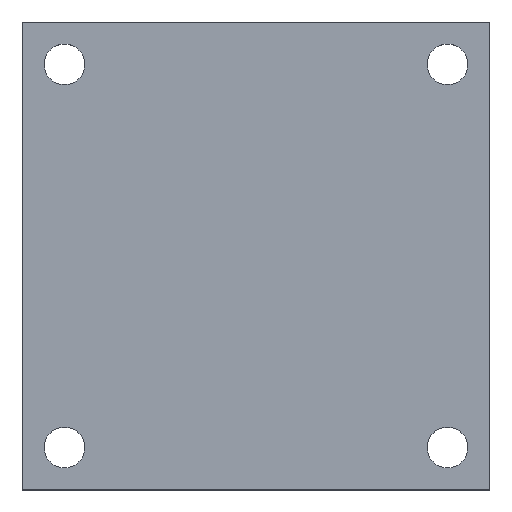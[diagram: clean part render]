
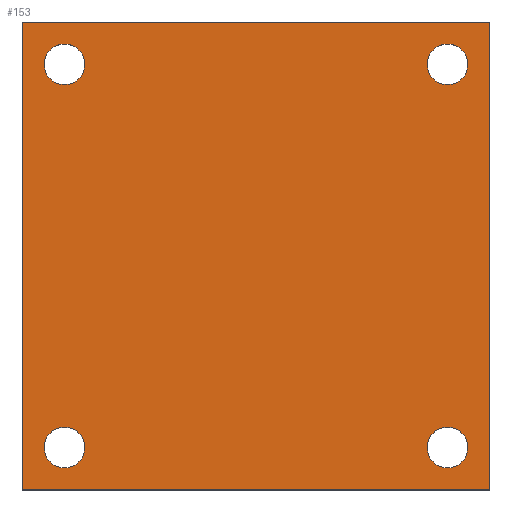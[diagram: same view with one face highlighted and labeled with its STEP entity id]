
A CAD part, top view. The second image highlights one B-rep face of the part: STEP entity #153.
In plain terms, the highlighted planar face has unit normal (0, 0, 1).
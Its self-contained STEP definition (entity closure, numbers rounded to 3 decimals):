
#2 = DIRECTION ( 'NONE',  ( 1., 0., 0. ) ) ;
#5 = DIRECTION ( 'NONE',  ( 0., 0., 1. ) ) ;
#9 = DIRECTION ( 'NONE',  ( 1., 0., 0. ) ) ;
#16 = VERTEX_POINT ( 'NONE', #232 ) ;
#17 = CARTESIAN_POINT ( 'NONE',  ( 23.5, -23.5, 11.4 ) ) ;
#31 = VERTEX_POINT ( 'NONE', #532 ) ;
#37 = VECTOR ( 'NONE', #135, 1000. ) ;
#45 = ORIENTED_EDGE ( 'NONE', *, *, #426, .F. ) ;
#53 = EDGE_CURVE ( 'NONE', #16, #354, #433, .T. ) ;
#61 = EDGE_CURVE ( 'NONE', #106, #520, #370, .T. ) ;
#63 = CIRCLE ( 'NONE', #402, 2.5 ) ;
#65 = VERTEX_POINT ( 'NONE', #81 ) ;
#70 = EDGE_LOOP ( 'NONE', ( #45, #169 ) ) ;
#71 = VERTEX_POINT ( 'NONE', #87 ) ;
#79 = EDGE_LOOP ( 'NONE', ( #371, #231 ) ) ;
#81 = CARTESIAN_POINT ( 'NONE',  ( 21., 23.5, 11.4 ) ) ;
#87 = CARTESIAN_POINT ( 'NONE',  ( 21., -23.5, 11.4 ) ) ;
#90 = FACE_OUTER_BOUND ( 'NONE', #344, .T. ) ;
#97 = CARTESIAN_POINT ( 'NONE',  ( -28.7, -28.7, 11.4 ) ) ;
#101 = FACE_BOUND ( 'NONE', #434, .T. ) ;
#103 = AXIS2_PLACEMENT_3D ( 'NONE', #291, #425, #503 ) ;
#106 = VERTEX_POINT ( 'NONE', #491 ) ;
#108 = AXIS2_PLACEMENT_3D ( 'NONE', #271, #361, #401 ) ;
#112 = LINE ( 'NONE', #214, #369 ) ;
#118 = EDGE_CURVE ( 'NONE', #354, #16, #530, .T. ) ;
#121 = ORIENTED_EDGE ( 'NONE', *, *, #477, .F. ) ;
#132 = AXIS2_PLACEMENT_3D ( 'NONE', #17, #249, #418 ) ;
#133 = CARTESIAN_POINT ( 'NONE',  ( -21., 23.5, 11.4 ) ) ;
#135 = DIRECTION ( 'NONE',  ( 1., 0., 0. ) ) ;
#137 = CARTESIAN_POINT ( 'NONE',  ( 23.5, -23.5, 11.4 ) ) ;
#139 = ORIENTED_EDGE ( 'NONE', *, *, #526, .T. ) ;
#143 = FACE_BOUND ( 'NONE', #70, .T. ) ;
#150 = CIRCLE ( 'NONE', #437, 2.5 ) ;
#153 = ADVANCED_FACE ( 'NONE', ( #245, #419, #143, #101, #90 ), #246, .T. ) ;
#169 = ORIENTED_EDGE ( 'NONE', *, *, #330, .F. ) ;
#174 = EDGE_CURVE ( 'NONE', #65, #489, #390, .T. ) ;
#178 = DIRECTION ( 'NONE',  ( 1., 0., 0. ) ) ;
#186 = AXIS2_PLACEMENT_3D ( 'NONE', #284, #198, #2 ) ;
#197 = AXIS2_PLACEMENT_3D ( 'NONE', #243, #285, #416 ) ;
#198 = DIRECTION ( 'NONE',  ( 0., 0., 1. ) ) ;
#201 = CARTESIAN_POINT ( 'NONE',  ( -23.5, -23.5, 11.4 ) ) ;
#205 = VECTOR ( 'NONE', #270, 1000. ) ;
#207 = AXIS2_PLACEMENT_3D ( 'NONE', #492, #5, #279 ) ;
#210 = DIRECTION ( 'NONE',  ( 0., 0., 1. ) ) ;
#214 = CARTESIAN_POINT ( 'NONE',  ( 28.7, 0., 11.4 ) ) ;
#217 = VERTEX_POINT ( 'NONE', #368 ) ;
#218 = EDGE_CURVE ( 'NONE', #217, #31, #495, .T. ) ;
#221 = CIRCLE ( 'NONE', #103, 2.5 ) ;
#231 = ORIENTED_EDGE ( 'NONE', *, *, #53, .F. ) ;
#232 = CARTESIAN_POINT ( 'NONE',  ( -26., 23.5, 11.4 ) ) ;
#241 = EDGE_CURVE ( 'NONE', #489, #65, #221, .T. ) ;
#243 = CARTESIAN_POINT ( 'NONE',  ( 0., 0., 11.4 ) ) ;
#245 = FACE_BOUND ( 'NONE', #79, .T. ) ;
#246 = PLANE ( 'NONE',  #197 ) ;
#249 = DIRECTION ( 'NONE',  ( 0., 0., 1. ) ) ;
#263 = VERTEX_POINT ( 'NONE', #338 ) ;
#270 = DIRECTION ( 'NONE',  ( -1., 0., 0. ) ) ;
#271 = CARTESIAN_POINT ( 'NONE',  ( -23.5, 23.5, 11.4 ) ) ;
#275 = VERTEX_POINT ( 'NONE', #373 ) ;
#278 = DIRECTION ( 'NONE',  ( 0., -1., 0. ) ) ;
#279 = DIRECTION ( 'NONE',  ( 1., 0., 0. ) ) ;
#282 = LINE ( 'NONE', #459, #375 ) ;
#284 = CARTESIAN_POINT ( 'NONE',  ( -23.5, 23.5, 11.4 ) ) ;
#285 = DIRECTION ( 'NONE',  ( 0., 0., 1. ) ) ;
#291 = CARTESIAN_POINT ( 'NONE',  ( 23.5, 23.5, 11.4 ) ) ;
#317 = DIRECTION ( 'NONE',  ( 1., 0., 0. ) ) ;
#324 = DIRECTION ( 'NONE',  ( 0., 0., 1. ) ) ;
#330 = EDGE_CURVE ( 'NONE', #71, #275, #351, .T. ) ;
#338 = CARTESIAN_POINT ( 'NONE',  ( 28.7, -28.7, 11.4 ) ) ;
#344 = EDGE_LOOP ( 'NONE', ( #451, #422, #349, #139 ) ) ;
#349 = ORIENTED_EDGE ( 'NONE', *, *, #482, .T. ) ;
#351 = CIRCLE ( 'NONE', #132, 2.5 ) ;
#354 = VERTEX_POINT ( 'NONE', #133 ) ;
#361 = DIRECTION ( 'NONE',  ( 0., 0., 1. ) ) ;
#363 = VERTEX_POINT ( 'NONE', #97 ) ;
#368 = CARTESIAN_POINT ( 'NONE',  ( -21., -23.5, 11.4 ) ) ;
#369 = VECTOR ( 'NONE', #420, 1000. ) ;
#370 = LINE ( 'NONE', #528, #205 ) ;
#371 = ORIENTED_EDGE ( 'NONE', *, *, #118, .F. ) ;
#373 = CARTESIAN_POINT ( 'NONE',  ( 26., -23.5, 11.4 ) ) ;
#375 = VECTOR ( 'NONE', #278, 1000. ) ;
#381 = CARTESIAN_POINT ( 'NONE',  ( 26., 23.5, 11.4 ) ) ;
#383 = EDGE_CURVE ( 'NONE', #263, #106, #112, .T. ) ;
#390 = CIRCLE ( 'NONE', #440, 2.5 ) ;
#391 = ORIENTED_EDGE ( 'NONE', *, *, #174, .F. ) ;
#401 = DIRECTION ( 'NONE',  ( 1., 0., 0. ) ) ;
#402 = AXIS2_PLACEMENT_3D ( 'NONE', #137, #529, #317 ) ;
#413 = LINE ( 'NONE', #499, #37 ) ;
#416 = DIRECTION ( 'NONE',  ( 1., 0., 0. ) ) ;
#418 = DIRECTION ( 'NONE',  ( 1., 0., 0. ) ) ;
#419 = FACE_BOUND ( 'NONE', #460, .T. ) ;
#420 = DIRECTION ( 'NONE',  ( 0., 1., 0. ) ) ;
#422 = ORIENTED_EDGE ( 'NONE', *, *, #61, .T. ) ;
#425 = DIRECTION ( 'NONE',  ( 0., 0., 1. ) ) ;
#426 = EDGE_CURVE ( 'NONE', #275, #71, #63, .T. ) ;
#429 = ORIENTED_EDGE ( 'NONE', *, *, #241, .F. ) ;
#433 = CIRCLE ( 'NONE', #108, 2.5 ) ;
#434 = EDGE_LOOP ( 'NONE', ( #519, #121 ) ) ;
#437 = AXIS2_PLACEMENT_3D ( 'NONE', #201, #210, #178 ) ;
#440 = AXIS2_PLACEMENT_3D ( 'NONE', #498, #324, #9 ) ;
#451 = ORIENTED_EDGE ( 'NONE', *, *, #383, .T. ) ;
#459 = CARTESIAN_POINT ( 'NONE',  ( -28.7, 0., 11.4 ) ) ;
#460 = EDGE_LOOP ( 'NONE', ( #429, #391 ) ) ;
#477 = EDGE_CURVE ( 'NONE', #31, #217, #150, .T. ) ;
#482 = EDGE_CURVE ( 'NONE', #520, #363, #282, .T. ) ;
#489 = VERTEX_POINT ( 'NONE', #381 ) ;
#491 = CARTESIAN_POINT ( 'NONE',  ( 28.7, 28.7, 11.4 ) ) ;
#492 = CARTESIAN_POINT ( 'NONE',  ( -23.5, -23.5, 11.4 ) ) ;
#495 = CIRCLE ( 'NONE', #207, 2.5 ) ;
#498 = CARTESIAN_POINT ( 'NONE',  ( 23.5, 23.5, 11.4 ) ) ;
#499 = CARTESIAN_POINT ( 'NONE',  ( 0., -28.7, 11.4 ) ) ;
#503 = DIRECTION ( 'NONE',  ( 1., 0., 0. ) ) ;
#505 = CARTESIAN_POINT ( 'NONE',  ( -28.7, 28.7, 11.4 ) ) ;
#519 = ORIENTED_EDGE ( 'NONE', *, *, #218, .F. ) ;
#520 = VERTEX_POINT ( 'NONE', #505 ) ;
#526 = EDGE_CURVE ( 'NONE', #363, #263, #413, .T. ) ;
#528 = CARTESIAN_POINT ( 'NONE',  ( 0., 28.7, 11.4 ) ) ;
#529 = DIRECTION ( 'NONE',  ( 0., 0., 1. ) ) ;
#530 = CIRCLE ( 'NONE', #186, 2.5 ) ;
#532 = CARTESIAN_POINT ( 'NONE',  ( -26., -23.5, 11.4 ) ) ;
